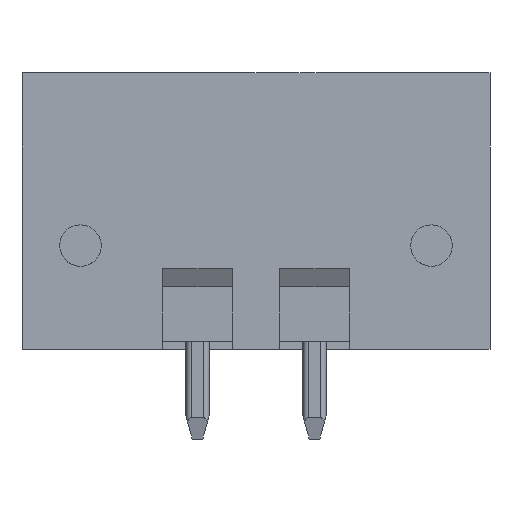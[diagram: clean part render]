
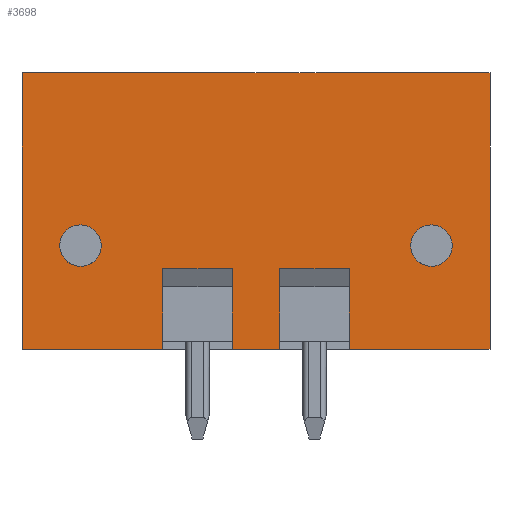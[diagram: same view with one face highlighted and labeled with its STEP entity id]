
A CAD part, front view. The second image highlights one B-rep face of the part: STEP entity #3698.
In plain terms, the highlighted planar face has unit normal (0, -1, 0).
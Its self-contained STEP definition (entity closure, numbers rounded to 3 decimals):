
#3698=ADVANCED_FACE('',(#9362,#9363,#9364),#9365,.F.);
#4326=VERTEX_POINT('',#10316);
#4328=EDGE_CURVE('',#10318,#4326,#10319,.F.);
#4606=EDGE_CURVE('',#4326,#10635,#10636,.F.);
#4736=VERTEX_POINT('',#10800);
#4738=EDGE_CURVE('',#10802,#4736,#10803,.T.);
#4768=EDGE_CURVE('',#4736,#10839,#10840,.T.);
#4810=VERTEX_POINT('',#10886);
#4812=VERTEX_POINT('',#10888);
#4814=EDGE_CURVE('',#4810,#4812,#10890,.T.);
#4858=VERTEX_POINT('',#10934);
#4860=EDGE_CURVE('',#10839,#4858,#10936,.T.);
#4880=VERTEX_POINT('',#10956);
#4882=VERTEX_POINT('',#10958);
#4884=EDGE_CURVE('',#4880,#4882,#10960,.T.);
#5000=EDGE_CURVE('',#4858,#10802,#11076,.T.);
#5084=VERTEX_POINT('',#11161);
#5086=EDGE_CURVE('',#4880,#5084,#11163,.T.);
#5104=VERTEX_POINT('',#11181);
#5106=VERTEX_POINT('',#11183);
#5108=EDGE_CURVE('',#5104,#5106,#11185,.T.);
#5180=VERTEX_POINT('',#11257);
#5184=EDGE_CURVE('',#5084,#5180,#11261,.T.);
#5292=VERTEX_POINT('',#11369);
#5294=EDGE_CURVE('',#5292,#5104,#11371,.T.);
#5306=VERTEX_POINT('',#11383);
#5320=EDGE_CURVE('',#5292,#5306,#11397,.T.);
#5338=VERTEX_POINT('',#11415);
#5340=VERTEX_POINT('',#11417);
#5342=EDGE_CURVE('',#5338,#5340,#11419,.T.);
#5412=EDGE_CURVE('',#4812,#5338,#11489,.T.);
#5590=EDGE_CURVE('',#5180,#5106,#11668,.T.);
#5592=EDGE_CURVE('',#4810,#4882,#11670,.T.);
#5594=EDGE_CURVE('',#5340,#5306,#11672,.F.);
#5596=VERTEX_POINT('',#11674);
#5598=EDGE_CURVE('',#5596,#10318,#11676,.F.);
#5600=EDGE_CURVE('',#10635,#5596,#11678,.F.);
#9362=FACE_BOUND('',#16702,.T.);
#9363=FACE_OUTER_BOUND('',#16703,.T.);
#9364=FACE_BOUND('',#16704,.T.);
#9365=PLANE('',#16705);
#10316=CARTESIAN_POINT('',(1.64,0.0,4.5));
#10318=VERTEX_POINT('',#17667);
#10319=CIRCLE('',#17668,0.9);
#10635=VERTEX_POINT('',#18096);
#10636=CIRCLE('',#18097,0.9);
#10800=CARTESIAN_POINT('',(16.88,0.0,4.5));
#10802=VERTEX_POINT('',#18387);
#10803=CIRCLE('',#18388,0.9);
#10839=VERTEX_POINT('',#18487);
#10840=CIRCLE('',#18488,0.9);
#10886=CARTESIAN_POINT('',(20.32,0.0,0.0));
#10888=CARTESIAN_POINT('',(20.32,0.0,12.0));
#10890=LINE('',#18555,#18556);
#10934=CARTESIAN_POINT('',(18.68,0.0,4.5));
#10936=CIRCLE('',#18627,0.9);
#10956=CARTESIAN_POINT('',(14.2,0.0,3.5));
#10958=CARTESIAN_POINT('',(14.2,0.0,0.0));
#10960=LINE('',#18660,#18661);
#11076=CIRCLE('',#18844,0.9);
#11161=CARTESIAN_POINT('',(11.2,0.0,3.5));
#11163=LINE('',#18989,#18990);
#11181=CARTESIAN_POINT('',(9.12,0.0,3.5));
#11183=CARTESIAN_POINT('',(9.12,0.0,0.));
#11185=LINE('',#19023,#19024);
#11257=CARTESIAN_POINT('',(11.2,0.0,0.));
#11261=LINE('',#19144,#19145);
#11369=CARTESIAN_POINT('',(6.12,0.,3.5));
#11371=LINE('',#19312,#19313);
#11383=CARTESIAN_POINT('',(6.12,0.0,0.));
#11397=LINE('',#19353,#19354);
#11415=CARTESIAN_POINT('',(0.0,0.0,12.0));
#11417=CARTESIAN_POINT('',(0.0,0.0,0.));
#11419=LINE('',#19385,#19386);
#11489=LINE('',#19495,#19496);
#11668=LINE('',#19783,#19784);
#11670=LINE('',#19787,#19788);
#11672=LINE('',#19791,#19792);
#11674=CARTESIAN_POINT('',(3.44,0.0,4.5));
#11676=CIRCLE('',#19797,0.9);
#11678=CIRCLE('',#19800,0.9);
#16702=EDGE_LOOP('',(#25980,#25981,#25982,#25983));
#16703=EDGE_LOOP('',(#25984,#25985,#25986,#25987,#25988,#25989,#25990,#25991,#25992,#25993,#25994,#25995));
#16704=EDGE_LOOP('',(#25996,#25997,#25998,#25999));
#16705=AXIS2_PLACEMENT_3D('',#26000,#26001,#26002);
#17667=CARTESIAN_POINT('',(3.439,0.0,4.552));
#17668=AXIS2_PLACEMENT_3D('',#28994,#28995,#28996);
#18096=CARTESIAN_POINT('',(1.641,0.0,4.448));
#18097=AXIS2_PLACEMENT_3D('',#29183,#29184,#29185);
#18387=CARTESIAN_POINT('',(18.679,0.0,4.552));
#18388=AXIS2_PLACEMENT_3D('',#29285,#29286,#29287);
#18487=CARTESIAN_POINT('',(18.679,0.0,4.458));
#18488=AXIS2_PLACEMENT_3D('',#29312,#29313,#29314);
#18555=CARTESIAN_POINT('',(20.32,0.0,0.0));
#18556=VECTOR('',#29343,1.0);
#18627=AXIS2_PLACEMENT_3D('',#29356,#29357,#29358);
#18660=CARTESIAN_POINT('',(14.2,0.0,3.5));
#18661=VECTOR('',#29373,1.0);
#18844=AXIS2_PLACEMENT_3D('',#29417,#29418,#29419);
#18989=CARTESIAN_POINT('',(14.2,0.0,3.5));
#18990=VECTOR('',#29467,1.0);
#19023=CARTESIAN_POINT('',(9.12,0.0,3.5));
#19024=VECTOR('',#29483,1.0);
#19144=CARTESIAN_POINT('',(11.2,0.0,3.5));
#19145=VECTOR('',#29513,1.0);
#19312=CARTESIAN_POINT('',(7.62,0.0,3.5));
#19313=VECTOR('',#29557,1.0);
#19353=CARTESIAN_POINT('',(6.12,0.0,6.106));
#19354=VECTOR('',#29567,1.0);
#19385=CARTESIAN_POINT('',(0.0,0.0,6.0));
#19386=VECTOR('',#29572,1.0);
#19495=CARTESIAN_POINT('',(3.81,0.0,12.0));
#19496=VECTOR('',#29597,1.0);
#19783=CARTESIAN_POINT('',(11.2,0.0,0.0));
#19784=VECTOR('',#29690,1.0);
#19787=CARTESIAN_POINT('',(20.32,0.0,0.));
#19788=VECTOR('',#29691,1.0);
#19791=CARTESIAN_POINT('',(7.817,0.0,0.));
#19792=VECTOR('',#29692,1.0);
#19797=AXIS2_PLACEMENT_3D('',#29693,#29694,#29695);
#19800=AXIS2_PLACEMENT_3D('',#29696,#29697,#29698);
#25980=ORIENTED_EDGE('',*,*,#4768,.F.);
#25981=ORIENTED_EDGE('',*,*,#4738,.F.);
#25982=ORIENTED_EDGE('',*,*,#5000,.F.);
#25983=ORIENTED_EDGE('',*,*,#4860,.F.);
#25984=ORIENTED_EDGE('',*,*,#5294,.T.);
#25985=ORIENTED_EDGE('',*,*,#5108,.T.);
#25986=ORIENTED_EDGE('',*,*,#5590,.F.);
#25987=ORIENTED_EDGE('',*,*,#5184,.F.);
#25988=ORIENTED_EDGE('',*,*,#5086,.F.);
#25989=ORIENTED_EDGE('',*,*,#4884,.T.);
#25990=ORIENTED_EDGE('',*,*,#5592,.F.);
#25991=ORIENTED_EDGE('',*,*,#4814,.T.);
#25992=ORIENTED_EDGE('',*,*,#5412,.T.);
#25993=ORIENTED_EDGE('',*,*,#5342,.T.);
#25994=ORIENTED_EDGE('',*,*,#5594,.T.);
#25995=ORIENTED_EDGE('',*,*,#5320,.F.);
#25996=ORIENTED_EDGE('',*,*,#4606,.F.);
#25997=ORIENTED_EDGE('',*,*,#4328,.F.);
#25998=ORIENTED_EDGE('',*,*,#5598,.F.);
#25999=ORIENTED_EDGE('',*,*,#5600,.F.);
#26000=CARTESIAN_POINT('',(7.817,0.0,12.306));
#26001=DIRECTION('',(0.0,1.0,0.0));
#26002=DIRECTION('',(0.0,0.0,1.0));
#28994=CARTESIAN_POINT('',(2.54,0.0,4.5));
#28995=DIRECTION('',(-0.0,1.0,0.0));
#28996=DIRECTION('',(0.998,0.0,0.058));
#29183=CARTESIAN_POINT('',(2.54,0.0,4.5));
#29184=DIRECTION('',(-0.0,1.0,0.0));
#29185=DIRECTION('',(0.998,0.0,0.058));
#29285=CARTESIAN_POINT('',(17.78,0.0,4.5));
#29286=DIRECTION('',(0.0,-1.0,0.0));
#29287=DIRECTION('',(1.0,0.0,0.0));
#29312=CARTESIAN_POINT('',(17.78,0.0,4.5));
#29313=DIRECTION('',(0.0,-1.0,0.0));
#29314=DIRECTION('',(-1.0,0.0,0.0));
#29343=DIRECTION('',(0.0,0.0,1.0));
#29356=CARTESIAN_POINT('',(17.78,0.0,4.5));
#29357=DIRECTION('',(0.0,-1.0,0.0));
#29358=DIRECTION('',(-1.0,0.0,0.0));
#29373=DIRECTION('',(0.0,0.0,-1.0));
#29417=CARTESIAN_POINT('',(17.78,0.0,4.5));
#29418=DIRECTION('',(0.0,-1.0,0.0));
#29419=DIRECTION('',(1.0,0.0,0.0));
#29467=DIRECTION('',(-1.0,0.0,0.0));
#29483=DIRECTION('',(0.0,0.0,-1.0));
#29513=DIRECTION('',(0.0,0.0,-1.0));
#29557=DIRECTION('',(1.0,0.0,0.0));
#29567=DIRECTION('',(0.0,0.0,-1.0));
#29572=DIRECTION('',(0.0,0.0,-1.0));
#29597=DIRECTION('',(-1.0,0.0,-0.0));
#29690=DIRECTION('',(-1.0,0.0,0.0));
#29691=DIRECTION('',(-1.0,0.0,0.));
#29692=DIRECTION('',(-1.0,0.0,0.));
#29693=CARTESIAN_POINT('',(2.54,0.0,4.5));
#29694=DIRECTION('',(-0.0,1.0,0.0));
#29695=DIRECTION('',(0.998,0.0,0.058));
#29696=CARTESIAN_POINT('',(2.54,0.0,4.5));
#29697=DIRECTION('',(-0.0,1.0,0.0));
#29698=DIRECTION('',(0.998,0.0,0.058));
